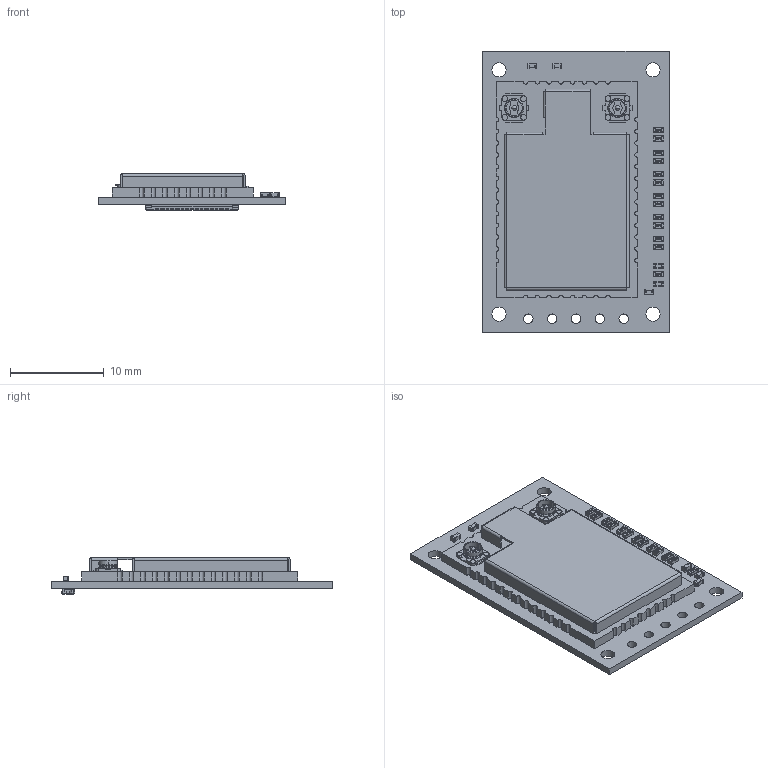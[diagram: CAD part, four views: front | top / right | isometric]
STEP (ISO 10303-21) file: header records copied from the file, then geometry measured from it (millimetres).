
FILE_DESCRIPTION(('Open CASCADE Model'),'2;1');
FILE_NAME('Open CASCADE Shape Model','2020-06-01T18:23:23',('Author'),( 'Open CASCADE'),'Open CASCADE STEP processor 6.8','Open CASCADE 6.8' ,'Unknown');
FILE_SCHEMA(('AUTOMOTIVE_DESIGN { 1 0 10303 214 1 1 1 1 }'));
Length unit declared in the file: millimetre
Products named in the file (29): PCB; Board; Open CASCADE STEP translator 6.8 13.1.1; C14; C0402; C17; C15; C16; C18; R24; RES_1005-0402; R29; R30; R28; R26; R25; R31; R32; R23; R27; R34; R33; R35; U3; 6310c00f_rak4600; 6310C00F_RAK4600; IPEX-FEMALE; J8; axe640124
Assembly tree (45 placements, depth 4):
  PCB
    Board
      Open CASCADE STEP translator 6.8 13.1.1
    C14
      C0402
    C17
      C0402
    C15
      C0402
    C16
      C0402
    C18
      C0402
    R24
      RES_1005-0402
    R29
      RES_1005-0402
    R30
      RES_1005-0402
    R28
      RES_1005-0402
    R26
      RES_1005-0402
    R25
      RES_1005-0402
    R31
      RES_1005-0402
    R32
      RES_1005-0402
    R23
      RES_1005-0402
    R27
      RES_1005-0402
    R34
      RES_1005-0402
    R33
      RES_1005-0402
    R35
      RES_1005-0402
    U3
      6310c00f_rak4600
        6310C00F_RAK4600
        IPEX-FEMALE  x2
    J8
      axe640124
Bounding box: 20 x 30 x 3.9 mm (x, y, z)
Volume: 862.5 mm3; surface area: 2876.3 mm2
Topology: 62 solids, 62 shells, 2522 faces, 6488 edges, 4136 vertices
Faces by surface type: plane 1678, bspline 396, cylinder 332, sphere 94, cone 14, torus 8
Full cylindrical faces by diameter (mm): 1.016 x5, 1.5 x4
Entity records: 37515 total; most frequent: CARTESIAN_POINT 8635, ORIENTED_EDGE 5856, DIRECTION 5441, EDGE_CURVE 2928, LINE 2307, VECTOR 2307, VERTEX_POINT 1889, AXIS2_PLACEMENT_3D 1567
